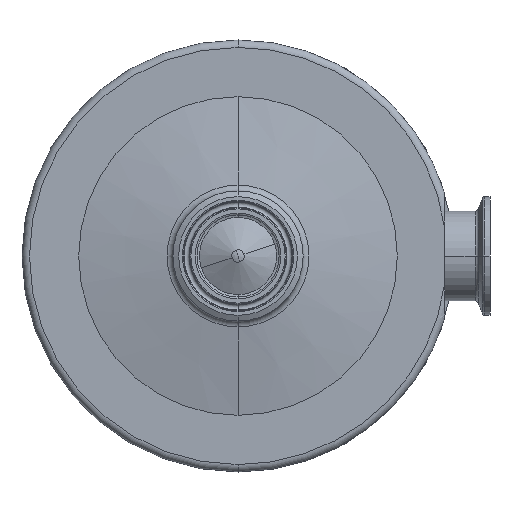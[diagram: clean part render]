
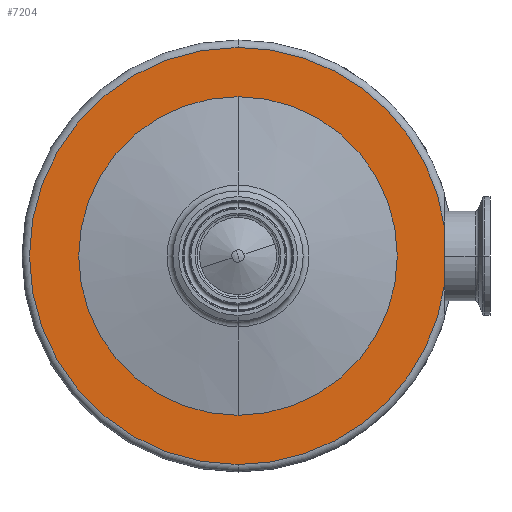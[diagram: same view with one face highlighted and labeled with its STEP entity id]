
A CAD part, front view. The second image highlights one B-rep face of the part: STEP entity #7204.
In plain terms, the highlighted planar face has unit normal (0, -1, 0).
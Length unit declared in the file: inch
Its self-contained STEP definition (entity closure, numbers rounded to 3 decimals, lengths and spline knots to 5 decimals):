
#97 = CIRCLE ( 'NONE', #5091, 3.485 ) ;
#250 = EDGE_CURVE ( 'NONE', #3358, #6586, #805, .T. ) ;
#506 = EDGE_CURVE ( 'NONE', #6586, #3358, #8395, .T. ) ;
#805 = CIRCLE ( 'NONE', #10657, 2.66225 ) ;
#1011 = DIRECTION ( 'NONE',  ( 0., 0., 1. ) ) ;
#1122 = DIRECTION ( 'NONE',  ( 0., 0., -1. ) ) ;
#1268 = AXIS2_PLACEMENT_3D ( 'NONE', #8678, #6996, #7840 ) ;
#1549 = EDGE_LOOP ( 'NONE', ( #10746, #10982 ) ) ;
#1668 = DIRECTION ( 'NONE',  ( 0., 1., 0. ) ) ;
#1712 = ORIENTED_EDGE ( 'NONE', *, *, #6627, .T. ) ;
#1756 = EDGE_CURVE ( 'NONE', #11157, #8474, #11312, .T. ) ;
#1956 = CARTESIAN_POINT ( 'NONE',  ( 0., -0.86, 0. ) ) ;
#2162 = FACE_BOUND ( 'NONE', #1549, .T. ) ;
#2223 = CARTESIAN_POINT ( 'NONE',  ( 3.454, -0.86, -1.1 ) ) ;
#2225 = DIRECTION ( 'NONE',  ( 0., -1., 0. ) ) ;
#2261 = CARTESIAN_POINT ( 'NONE',  ( 3.454, -0.86, -0.4638 ) ) ;
#2392 = CARTESIAN_POINT ( 'NONE',  ( 3.454, -0.86, 0.4638 ) ) ;
#2877 = CARTESIAN_POINT ( 'NONE',  ( 0., -0.86, -2.66225 ) ) ;
#3098 = VERTEX_POINT ( 'NONE', #4319 ) ;
#3109 = DIRECTION ( 'NONE',  ( 0., 0., -1. ) ) ;
#3358 = VERTEX_POINT ( 'NONE', #11142 ) ;
#4253 = CARTESIAN_POINT ( 'NONE',  ( 0., -0.86, 3.485 ) ) ;
#4319 = CARTESIAN_POINT ( 'NONE',  ( 0., -0.86, -3.485 ) ) ;
#4418 = AXIS2_PLACEMENT_3D ( 'NONE', #10413, #11134, #7691 ) ;
#4565 = ORIENTED_EDGE ( 'NONE', *, *, #1756, .T. ) ;
#5022 = AXIS2_PLACEMENT_3D ( 'NONE', #5706, #2225, #3109 ) ;
#5091 = AXIS2_PLACEMENT_3D ( 'NONE', #8048, #6309, #1122 ) ;
#5166 = CARTESIAN_POINT ( 'NONE',  ( 0., -0.86, 0. ) ) ;
#5345 = DIRECTION ( 'NONE',  ( 0., 1., 0. ) ) ;
#5519 = AXIS2_PLACEMENT_3D ( 'NONE', #5166, #1668, #1011 ) ;
#5666 = PLANE ( 'NONE',  #5022 ) ;
#5706 = CARTESIAN_POINT ( 'NONE',  ( 3.70069, -0.86, 0. ) ) ;
#5876 = VECTOR ( 'NONE', #6610, 39.37008 ) ;
#5968 = EDGE_CURVE ( 'NONE', #8474, #3098, #97, .T. ) ;
#6279 = DIRECTION ( 'NONE',  ( 0., 0., 1. ) ) ;
#6309 = DIRECTION ( 'NONE',  ( 0., -1., 0. ) ) ;
#6586 = VERTEX_POINT ( 'NONE', #2877 ) ;
#6610 = DIRECTION ( 'NONE',  ( 0., 0., 1. ) ) ;
#6627 = EDGE_CURVE ( 'NONE', #7215, #11157, #8190, .T. ) ;
#6677 = FACE_OUTER_BOUND ( 'NONE', #10126, .T. ) ;
#6996 = DIRECTION ( 'NONE',  ( 0., -1., 0. ) ) ;
#7204 = ADVANCED_FACE ( 'NONE', ( #2162, #6677 ), #5666, .T. ) ;
#7215 = VERTEX_POINT ( 'NONE', #2261 ) ;
#7691 = DIRECTION ( 'NONE',  ( 0., 0., -1. ) ) ;
#7840 = DIRECTION ( 'NONE',  ( 0., 0., -1. ) ) ;
#8048 = CARTESIAN_POINT ( 'NONE',  ( 0., -0.86, 0. ) ) ;
#8190 = LINE ( 'NONE', #2223, #5876 ) ;
#8395 = CIRCLE ( 'NONE', #5519, 2.66225 ) ;
#8474 = VERTEX_POINT ( 'NONE', #4253 ) ;
#8562 = ORIENTED_EDGE ( 'NONE', *, *, #10574, .T. ) ;
#8678 = CARTESIAN_POINT ( 'NONE',  ( 0., -0.86, 0. ) ) ;
#9447 = ORIENTED_EDGE ( 'NONE', *, *, #5968, .T. ) ;
#10126 = EDGE_LOOP ( 'NONE', ( #1712, #4565, #9447, #8562 ) ) ;
#10232 = CIRCLE ( 'NONE', #4418, 3.485 ) ;
#10413 = CARTESIAN_POINT ( 'NONE',  ( 0., -0.86, 0. ) ) ;
#10574 = EDGE_CURVE ( 'NONE', #3098, #7215, #10232, .T. ) ;
#10657 = AXIS2_PLACEMENT_3D ( 'NONE', #1956, #5345, #6279 ) ;
#10746 = ORIENTED_EDGE ( 'NONE', *, *, #250, .T. ) ;
#10982 = ORIENTED_EDGE ( 'NONE', *, *, #506, .T. ) ;
#11134 = DIRECTION ( 'NONE',  ( 0., -1., 0. ) ) ;
#11142 = CARTESIAN_POINT ( 'NONE',  ( 0., -0.86, 2.66225 ) ) ;
#11157 = VERTEX_POINT ( 'NONE', #2392 ) ;
#11312 = CIRCLE ( 'NONE', #1268, 3.485 ) ;
